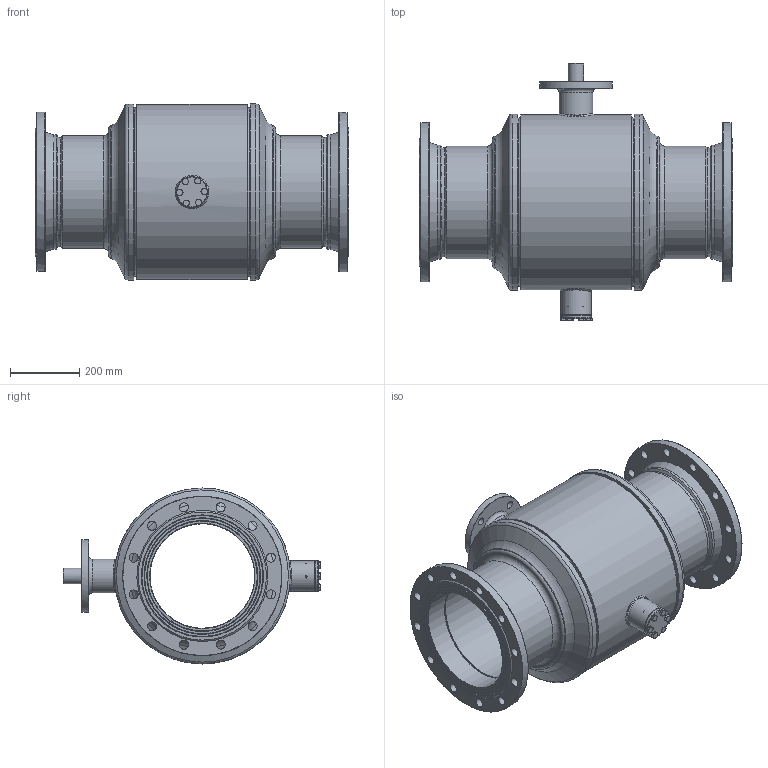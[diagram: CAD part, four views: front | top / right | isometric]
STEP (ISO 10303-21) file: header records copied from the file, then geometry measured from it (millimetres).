
FILE_DESCRIPTION(('TFLEX Exchange Step'),'2;1');
FILE_NAME('065N1267R - RJIP Premium Кран шаровой FB FF DN300 PN16 GF (фланцевый, под привод, полнопроходной).stp', '2025-10-01T17:39:30+03:00',('RUCO0674'),('Unknown organisation'),'TFLEX Exchange 2024.6','T-FLEX CAD','Unknown authorisation');
FILE_SCHEMA( ('AUTOMOTIVE_DESIGN { 1 0 10303 214 1 1 1 1 }') );
Length unit declared in the file: millimetre
Products named in the file (1): Nodes
Bounding box: 904 x 742.49 x 508 mm (x, y, z)
Volume: 33140182.1 mm3; surface area: 3430410.5 mm2
Topology: 20 solids, 20 shells, 374 faces, 1054 edges, 752 vertices
Faces by surface type: plane 162, cylinder 98, cone 89, torus 13, bspline 12
Full cylindrical faces by diameter (mm): 8.5 x6, 10 x12, 12 x6, 22 x4, 26 x24, 45 x1, 46.5 x2, 47 x1, 50 x1, 60 x3, 70 x2, 72 x1, 80 x2, 88 x3, 93 x2, 98 x1, 130 x1, 210 x1, 303 x4, 325 x2, 330 x2, 460 x2, 474 x2, 477 x1, 485 x2, 505 x1, 508 x2
Entity records: 16332 total; most frequent: CARTESIAN_POINT 6014, DIRECTION 2223, ORIENTED_EDGE 2084, EDGE_CURVE 1042, AXIS2_PLACEMENT_3D 965, VERTEX_POINT 752, CIRCLE 602, EDGE_LOOP 524
